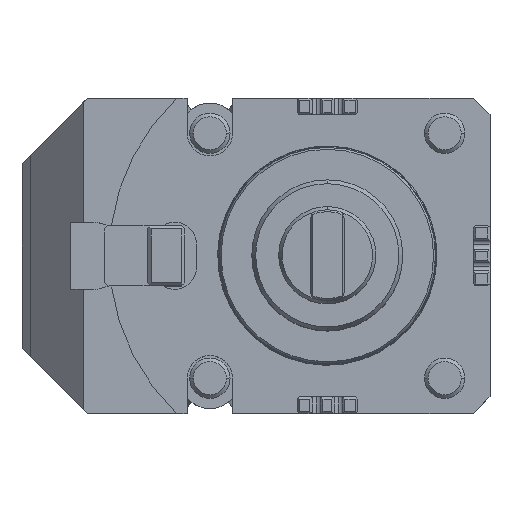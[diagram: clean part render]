
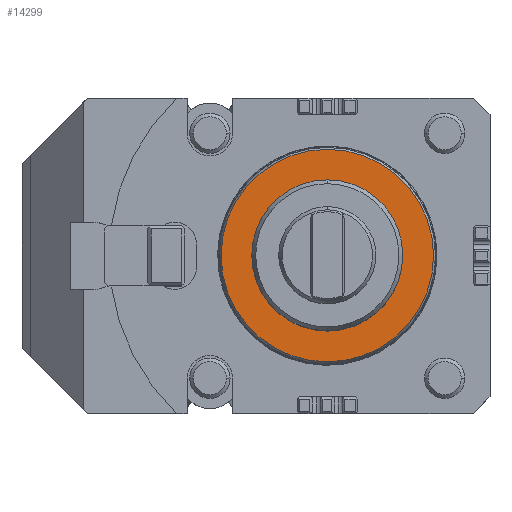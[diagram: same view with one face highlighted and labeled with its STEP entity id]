
A CAD part, top view. The second image highlights one B-rep face of the part: STEP entity #14299.
In plain terms, the highlighted planar face has unit normal (0, 0, 1).
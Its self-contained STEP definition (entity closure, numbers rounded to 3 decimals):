
#14110=CARTESIAN_POINT('',(-0.,22.5,32.));
#14111=VERTEX_POINT('',#14110);
#14129=CARTESIAN_POINT('',(0.,-22.5,32.));
#14130=VERTEX_POINT('',#14129);
#14137=CARTESIAN_POINT('',(0.,0.,32.));
#14138=DIRECTION('',(-0.,-0.,-1.));
#14139=DIRECTION('',(-0.,1.,-0.));
#14140=AXIS2_PLACEMENT_3D('',#14137,#14138,#14139);
#14141=CIRCLE('',#14140,22.5);
#14142=EDGE_CURVE('',#14111,#14130,#14141,.T.);
#14241=CARTESIAN_POINT('',(0.,-31.673,32.));
#14242=VERTEX_POINT('',#14241);
#14249=CARTESIAN_POINT('',(-0.,31.673,32.));
#14250=VERTEX_POINT('',#14249);
#14251=CARTESIAN_POINT('',(0.,0.,32.));
#14252=DIRECTION('',(-0.,-0.,-1.));
#14253=DIRECTION('',(0.,-1.,0.));
#14254=AXIS2_PLACEMENT_3D('',#14251,#14252,#14253);
#14255=CIRCLE('',#14254,31.673);
#14256=EDGE_CURVE('',#14242,#14250,#14255,.T.);
#14274=CARTESIAN_POINT('',(-0.,27.375,32.));
#14275=DIRECTION('',(0.,0.,1.));
#14276=DIRECTION('',(-1.,-0.,0.));
#14277=AXIS2_PLACEMENT_3D('',#14274,#14275,#14276);
#14278=PLANE('',#14277);
#14279=ORIENTED_EDGE('',*,*,#14256,.F.);
#14280=CARTESIAN_POINT('',(0.,0.,32.));
#14281=DIRECTION('',(-0.,-0.,-1.));
#14282=DIRECTION('',(0.,-1.,0.));
#14283=AXIS2_PLACEMENT_3D('',#14280,#14281,#14282);
#14284=CIRCLE('',#14283,31.673);
#14285=EDGE_CURVE('',#14250,#14242,#14284,.T.);
#14286=ORIENTED_EDGE('',*,*,#14285,.F.);
#14287=EDGE_LOOP('',(#14279,#14286));
#14288=FACE_BOUND('',#14287,.T.);
#14289=CARTESIAN_POINT('',(0.,0.,32.));
#14290=DIRECTION('',(-0.,-0.,-1.));
#14291=DIRECTION('',(-0.,1.,-0.));
#14292=AXIS2_PLACEMENT_3D('',#14289,#14290,#14291);
#14293=CIRCLE('',#14292,22.5);
#14294=EDGE_CURVE('',#14130,#14111,#14293,.T.);
#14295=ORIENTED_EDGE('',*,*,#14294,.T.);
#14296=ORIENTED_EDGE('',*,*,#14142,.T.);
#14297=EDGE_LOOP('',(#14295,#14296));
#14298=FACE_BOUND('',#14297,.T.);
#14299=ADVANCED_FACE('',(#14288,#14298),#14278,.T.);
